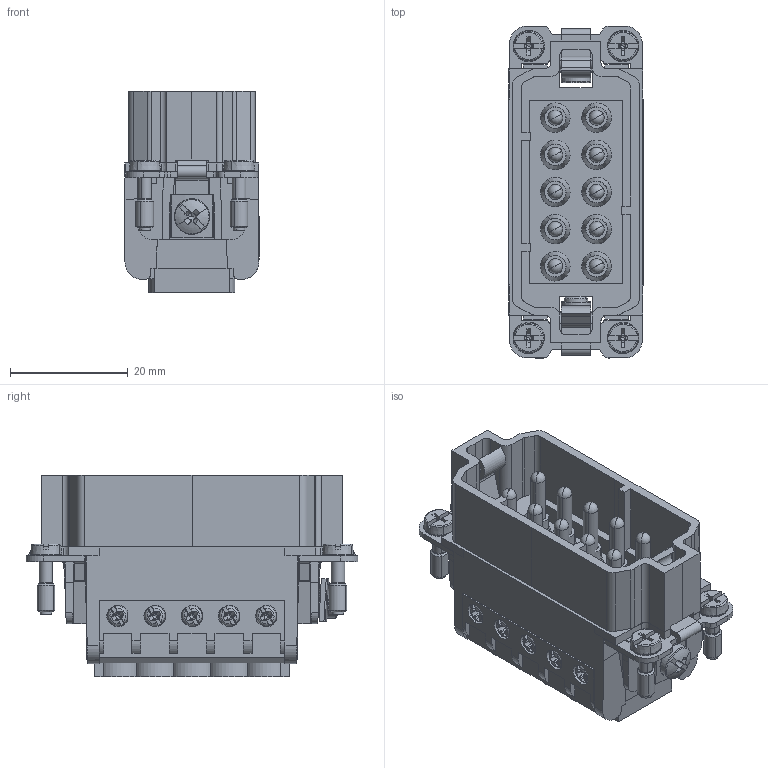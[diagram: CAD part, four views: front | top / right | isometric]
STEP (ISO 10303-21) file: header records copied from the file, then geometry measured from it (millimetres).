
FILE_DESCRIPTION(('CATIA V5 STEP Exchange','CAx-IF Rec.Pracs.--- Model Styling and Organization---1.5--- 2016-08-15','CAx-IF Rec.Pracs.---Supplemental Geometry---1.0---2011-11-01','CAx-IF Rec.Pracs.--- Composite Materials ---1.1---2010-07-15'),'2;1');
FILE_NAME ('13435363_4', '2025-02-24T12:33:18+00:00', ('none'), ('Weidmueller'), 'CATIA Version 5-6 Release 2022 SP4 HF5', 'CATIA V5 STEP AP214 v3', 'none');
FILE_SCHEMA(('AUTOMOTIVE_DESIGN { 1 0 10303 214 1 1 1 1 }'));
Products named in the file (1): 1650610000
Bounding box: 22.93 x 56.3 x 34.25 mm (x, y, z)
Volume: 16070.5 mm3; surface area: 23682.5 mm2
Topology: 1 solids, 1 shells, 2630 faces, 7773 edges, 5077 vertices
Faces by surface type: plane 1505, cylinder 526, cone 391, torus 166, sphere 40, revolution 2
Entity records: 86071 total; most frequent: CARTESIAN_POINT 23964, ORIENTED_EDGE 15384, DIRECTION 8993, EDGE_CURVE 7692, VERTEX_POINT 5077, VECTOR 3994, LINE 3994, AXIS2_PLACEMENT_3D 3565
